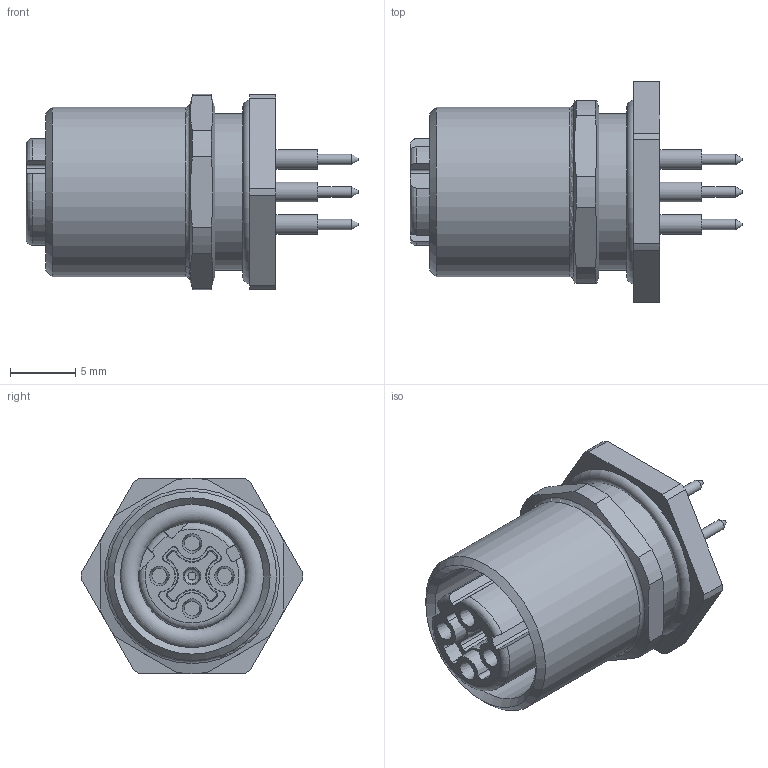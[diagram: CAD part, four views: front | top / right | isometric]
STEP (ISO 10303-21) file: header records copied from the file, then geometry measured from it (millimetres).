
FILE_DESCRIPTION(/* description */ (''),/* implementation_level */ '2;1');
FILE_NAME(/* name */ 'IE-FHM12KUD4-P_M12_S3525_stp.stp',/* time_stamp */ '2016-09-21T10:47:28+02:00',/* author */ (''),/* organization */ (''),/* preprocessor_version */ 'ST-DEVELOPER v16',/* originating_system */ 'SIEMENS PLM Software NX 10.0',/* authorisation */ '');
FILE_SCHEMA (('AUTOMOTIVE_DESIGN { 1 0 10303 214 3 1 1 1 }'));
Length unit declared in the file: millimetre
Products named in the file (1): IE-FHM12KUD4-P_M12_S3525_stp
Bounding box: 25.5 x 17 x 15 mm (x, y, z)
Volume: 2125.8 mm3; surface area: 2069.1 mm2
Topology: 1 solids, 1 shells, 127 faces, 316 edges, 208 vertices
Faces by surface type: cone 45, plane 41, cylinder 34, torus 7
Full cylindrical faces by diameter (mm): 0.8 x4, 1.15 x4, 1.5 x4, 11 x1, 12 x1, 13 x1
Entity records: 3724 total; most frequent: CARTESIAN_POINT 766, DIRECTION 658, ORIENTED_EDGE 546, AXIS2_PLACEMENT_3D 281, EDGE_CURVE 273, VERTEX_POINT 197, EDGE_LOOP 176, CIRCLE 153
